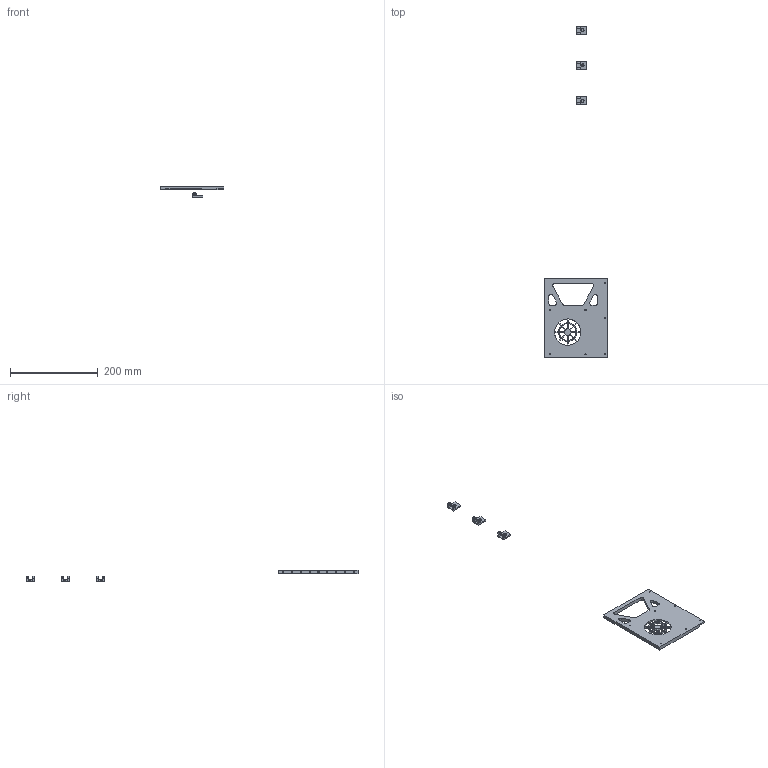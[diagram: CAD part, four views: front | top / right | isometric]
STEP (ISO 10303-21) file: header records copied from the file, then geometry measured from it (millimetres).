
FILE_DESCRIPTION (( 'STEP AP203' ), '1' );
FILE_NAME ('lower cross brace.STEP', '2018-05-17T18:00:12', ( '' ), ( '' ), 'SwSTEP 2.0', 'SolidWorks 2018', '' );
FILE_SCHEMA (( 'CONFIG_CONTROL_DESIGN' ));
Length unit declared in the file: millimetre
Products named in the file (1): lower cross brace
Bounding box: 143.63 x 755.9 x 25.55 mm (x, y, z)
Volume: 124375.7 mm3; surface area: 59841.6 mm2
Topology: 4 solids, 4 shells, 282 faces, 745 edges, 487 vertices
Faces by surface type: plane 139, cylinder 105, bspline 32, cone 6
Entity records: 9664 total; most frequent: CARTESIAN_POINT 2500, ORIENTED_EDGE 1478, DIRECTION 1401, EDGE_CURVE 739, VERTEX_POINT 487, AXIS2_PLACEMENT_3D 480, LINE 441, VECTOR 441
